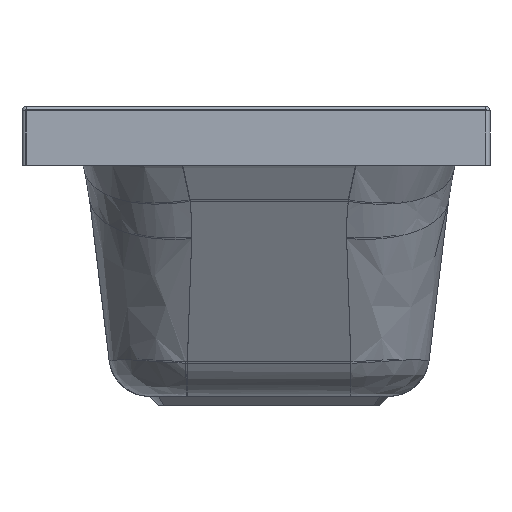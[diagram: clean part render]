
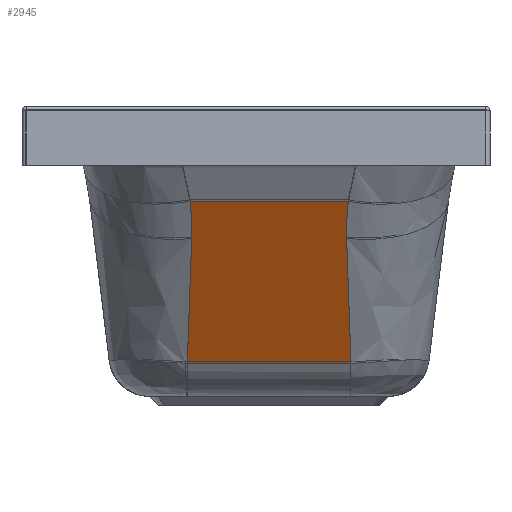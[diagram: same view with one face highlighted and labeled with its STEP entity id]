
A CAD part, front view. The second image highlights one B-rep face of the part: STEP entity #2945.
In plain terms, the highlighted face is planar.
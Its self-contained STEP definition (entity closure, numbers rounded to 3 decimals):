
#2321=CARTESIAN_POINT('',(-716.485,105.813,327.53));
#2322=VERTEX_POINT('',#2321);
#2461=CARTESIAN_POINT('',(-682.602,103.109,267.897));
#2462=VERTEX_POINT('',#2461);
#2488=CARTESIAN_POINT('',(-706.246,583.416,309.509));
#2489=DIRECTION('',(-0.869,0.,-0.494));
#2490=DIRECTION('',(0.488,-0.151,-0.859));
#2491=AXIS2_PLACEMENT_3D('',#2488,#2489,#2490);
#2492=ELLIPSE('',#2491,605.855,476.987);
#2493=EDGE_CURVE('',#2462,#2322,#2492,.T.);
#2504=CARTESIAN_POINT('',(-716.485,-147.813,327.53));
#2505=VERTEX_POINT('',#2504);
#2506=CARTESIAN_POINT('',(-716.485,-147.813,327.53));
#2507=DIRECTION('',(0.0,1.0,0.0));
#2508=VECTOR('',#2507,253.626);
#2509=LINE('',#2506,#2508);
#2510=EDGE_CURVE('',#2505,#2322,#2509,.T.);
#2875=CARTESIAN_POINT('',(-569.097,110.168,68.129));
#2876=VERTEX_POINT('',#2875);
#2884=CARTESIAN_POINT('',(-569.097,110.168,68.129));
#2885=CARTESIAN_POINT('',(-572.66,109.946,74.4));
#2886=CARTESIAN_POINT('',(-576.222,109.725,80.669));
#2887=CARTESIAN_POINT('',(-579.784,109.503,86.938));
#2888=CARTESIAN_POINT('',(-614.1,107.369,147.334));
#2889=CARTESIAN_POINT('',(-648.352,105.239,207.618));
#2890=CARTESIAN_POINT('',(-682.602,103.109,267.897));
#2891=B_SPLINE_CURVE_WITH_KNOTS('',3,(#2884,#2885,#2886,#2887,#2888,#2889,#2890),.UNSPECIFIED.,.F.,.U.,(4,3,4),(298.183,335.51,695.14),.UNSPECIFIED.);
#2892=EDGE_CURVE('',#2876,#2462,#2891,.T.);
#2911=CARTESIAN_POINT('',(-540.347,-21.0,17.53));
#2912=DIRECTION('',(-0.869,0.0,-0.494));
#2913=DIRECTION('',(-0.494,0.0,0.869));
#2914=AXIS2_PLACEMENT_3D('',#2911,#2912,#2913);
#2915=PLANE('',#2914);
#2916=CARTESIAN_POINT('',(-569.097,-152.168,68.129));
#2917=VERTEX_POINT('',#2916);
#2918=CARTESIAN_POINT('',(-569.097,-152.168,68.129));
#2919=DIRECTION('',(0.0,1.0,0.0));
#2920=VECTOR('',#2919,262.336);
#2921=LINE('',#2918,#2920);
#2922=EDGE_CURVE('',#2917,#2876,#2921,.T.);
#2923=ORIENTED_EDGE('',*,*,#2922,.F.);
#2924=CARTESIAN_POINT('',(-682.602,-145.109,267.897));
#2925=VERTEX_POINT('',#2924);
#2926=CARTESIAN_POINT('',(-682.602,-145.109,267.897));
#2927=CARTESIAN_POINT('',(-644.798,-147.46,201.361));
#2928=CARTESIAN_POINT('',(-606.99,-149.812,134.82));
#2929=CARTESIAN_POINT('',(-569.097,-152.168,68.129));
#2930=B_SPLINE_CURVE_WITH_KNOTS('',3,(#2926,#2927,#2928,#2929),.UNSPECIFIED.,.F.,.U.,(4,4),(661.25,1058.207),.UNSPECIFIED.);
#2931=EDGE_CURVE('',#2925,#2917,#2930,.T.);
#2932=ORIENTED_EDGE('',*,*,#2931,.F.);
#2933=CARTESIAN_POINT('',(-706.272,-627.048,309.556));
#2934=DIRECTION('',(-0.869,0.,-0.494));
#2935=DIRECTION('',(0.488,0.152,-0.859));
#2936=AXIS2_PLACEMENT_3D('',#2933,#2934,#2935);
#2937=ELLIPSE('',#2936,606.905,478.592);
#2938=EDGE_CURVE('',#2505,#2925,#2937,.T.);
#2939=ORIENTED_EDGE('',*,*,#2938,.F.);
#2940=ORIENTED_EDGE('',*,*,#2510,.T.);
#2941=ORIENTED_EDGE('',*,*,#2493,.F.);
#2942=ORIENTED_EDGE('',*,*,#2892,.F.);
#2943=EDGE_LOOP('',(#2923,#2932,#2939,#2940,#2941,#2942));
#2944=FACE_OUTER_BOUND('',#2943,.T.);
#2945=ADVANCED_FACE('',(#2944),#2915,.T.);
